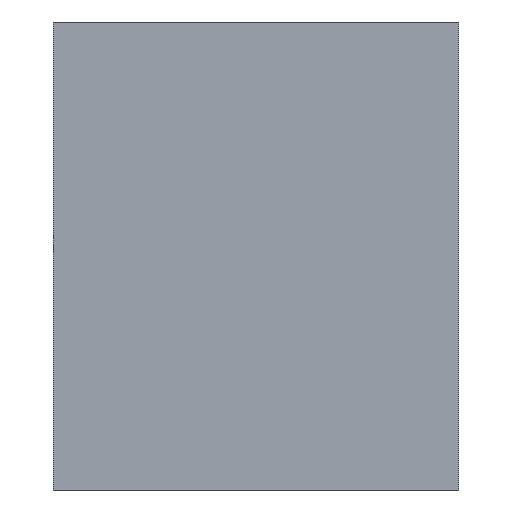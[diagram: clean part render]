
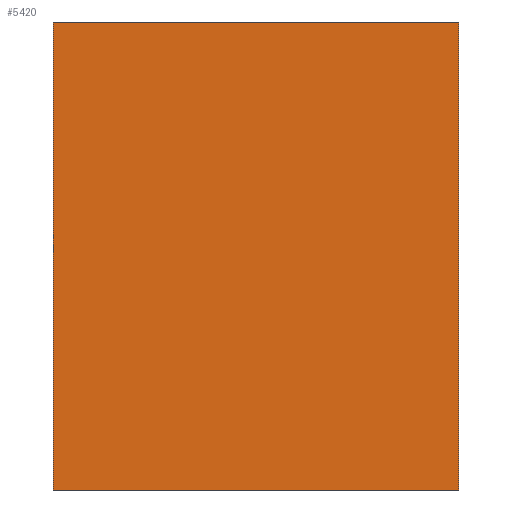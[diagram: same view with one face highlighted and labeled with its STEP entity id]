
A CAD part, front view. The second image highlights one B-rep face of the part: STEP entity #5420.
In plain terms, the highlighted planar face has unit normal (0, -1, 0).
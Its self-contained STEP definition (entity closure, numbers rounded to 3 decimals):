
#483=FACE_OUTER_BOUND('',#769,.T.);
#769=EDGE_LOOP('',(#3888,#3889,#3890,#3891));
#1118=LINE('',#8271,#1694);
#1119=LINE('',#8273,#1695);
#1120=LINE('',#8275,#1696);
#1121=LINE('',#8276,#1697);
#1694=VECTOR('',#6590,10.);
#1695=VECTOR('',#6591,10.);
#1696=VECTOR('',#6592,10.);
#1697=VECTOR('',#6593,10.);
#2266=VERTEX_POINT('',#8269);
#2267=VERTEX_POINT('',#8270);
#2268=VERTEX_POINT('',#8272);
#2269=VERTEX_POINT('',#8274);
#2880=EDGE_CURVE('',#2266,#2267,#1118,.T.);
#2881=EDGE_CURVE('',#2268,#2266,#1119,.T.);
#2882=EDGE_CURVE('',#2269,#2268,#1120,.T.);
#2883=EDGE_CURVE('',#2267,#2269,#1121,.T.);
#3888=ORIENTED_EDGE('',*,*,#2880,.F.);
#3889=ORIENTED_EDGE('',*,*,#2881,.F.);
#3890=ORIENTED_EDGE('',*,*,#2882,.F.);
#3891=ORIENTED_EDGE('',*,*,#2883,.F.);
#5237=PLANE('',#5798);
#5420=ADVANCED_FACE('',(#483),#5237,.F.);
#5798=AXIS2_PLACEMENT_3D('',#8268,#6588,#6589);
#6588=DIRECTION('center_axis',(0.,1.,0.));
#6589=DIRECTION('ref_axis',(0.,0.,1.));
#6590=DIRECTION('',(0.,0.,-1.));
#6591=DIRECTION('',(1.,0.,0.));
#6592=DIRECTION('',(0.,0.,1.));
#6593=DIRECTION('',(-1.,0.,0.));
#8268=CARTESIAN_POINT('Origin',(2.171,11.,25.));
#8269=CARTESIAN_POINT('',(6.5,11.,30.));
#8270=CARTESIAN_POINT('',(6.5,11.,20.));
#8271=CARTESIAN_POINT('',(6.5,11.,12.5));
#8272=CARTESIAN_POINT('',(-2.158,11.,30.));
#8273=CARTESIAN_POINT('',(1.086,11.,30.));
#8274=CARTESIAN_POINT('',(-2.158,11.,20.));
#8275=CARTESIAN_POINT('',(-2.158,11.,20.));
#8276=CARTESIAN_POINT('',(2.171,11.,20.));
